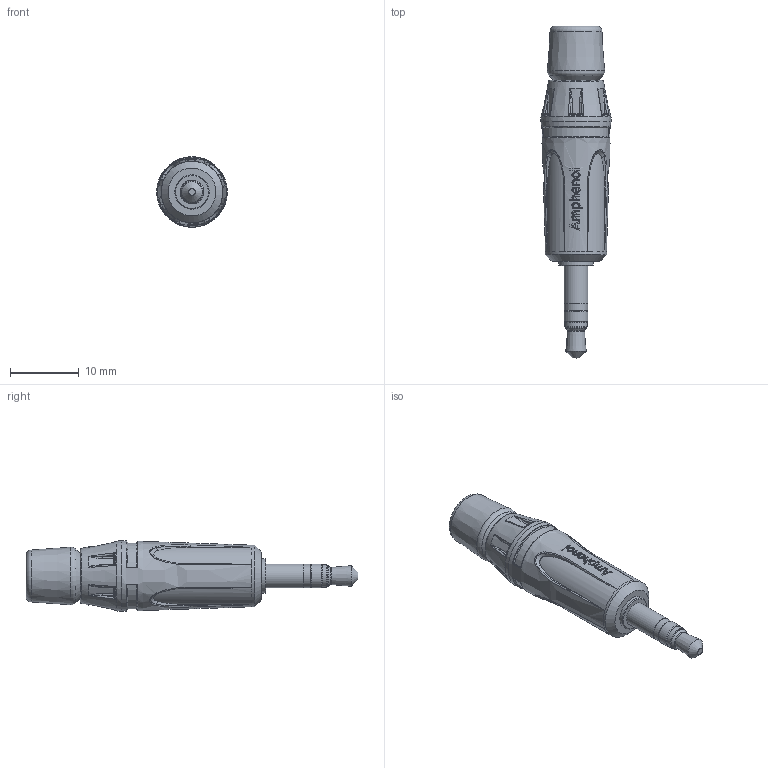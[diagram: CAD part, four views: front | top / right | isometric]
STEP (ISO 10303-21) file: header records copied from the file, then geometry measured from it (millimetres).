
FILE_DESCRIPTION((''),'2;1');
FILE_NAME('KS3P-GB.stp','2013-03-28T11:13:17',('minh'),(''),'Autodesk Inventor 2012','Autodesk Inventor 2012','');
FILE_SCHEMA(('AUTOMOTIVE_DESIGN { 1 0 10303 214 1 1 1 1 }'));
Length unit declared in the file: inch
Products named in the file (1): KS3P-GB
Bounding box: 10.3 x 48.45 x 10.3 mm (x, y, z)
Volume: 1242.9 mm3; surface area: 2685 mm2
Topology: 1 solids, 4 shells, 769 faces, 1998 edges, 1256 vertices
Faces by surface type: plane 341, bspline 183, cylinder 122, cone 87, torus 24, sphere 12
Full cylindrical faces by diameter (mm): 1 x2, 1.1 x1, 1.15 x1, 1.3 x1, 1.6 x1, 1.7 x1, 2 x1, 2.2 x1, 2.4 x2, 2.9 x1, 3 x2, 3.2 x1, 3.3 x1, 3.4 x1, 3.5 x3, 5 x1, 5.4 x1, 5.7 x1, 6.4 x2, 7 x1, 7.35 x3, 9 x1
Entity records: 28615 total; most frequent: CARTESIAN_POINT 10949, ORIENTED_EDGE 3698, DIRECTION 3039, EDGE_CURVE 1849, VERTEX_POINT 1209, AXIS2_PLACEMENT_3D 1128, EDGE_LOOP 894, VECTOR 783
